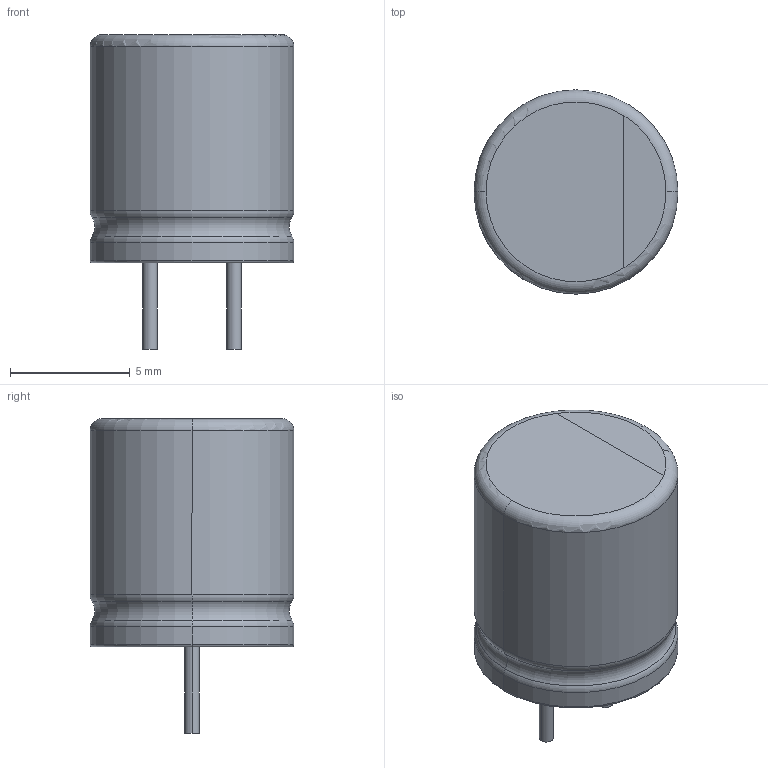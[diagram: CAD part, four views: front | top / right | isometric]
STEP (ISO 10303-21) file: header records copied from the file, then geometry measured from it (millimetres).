
FILE_DESCRIPTION((''),'2;1');
FILE_NAME('CAPPR350-850X900.stp','2014-08-28T10:58:46',(''),(''),'Mechanical Desktop 2011','Mechanical Desktop 2011',', , ');
FILE_SCHEMA(('AUTOMOTIVE_DESIGN { 1 2 10303 214 1 1 1 1 }'));
Length unit declared in the file: millimetre
Products named in the file (1): Product
Bounding box: 8.5 x 8.5 x 13.1 mm (x, y, z)
Volume: 536 mm3; surface area: 393.1 mm2
Topology: 4 solids, 4 shells, 31 faces, 55 edges, 32 vertices
Faces by surface type: plane 11, cylinder 10, torus 10
Entity records: 805 total; most frequent: DIRECTION 158, CARTESIAN_POINT 119, ORIENTED_EDGE 110, AXIS2_PLACEMENT_3D 71, EDGE_CURVE 55, CIRCLE 39, VERTEX_POINT 32, EDGE_LOOP 31
